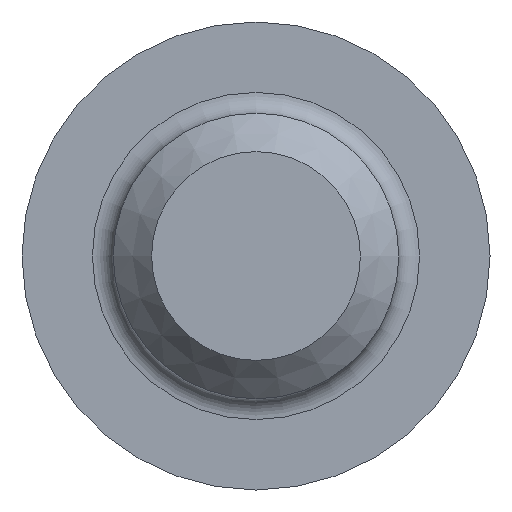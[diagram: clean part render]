
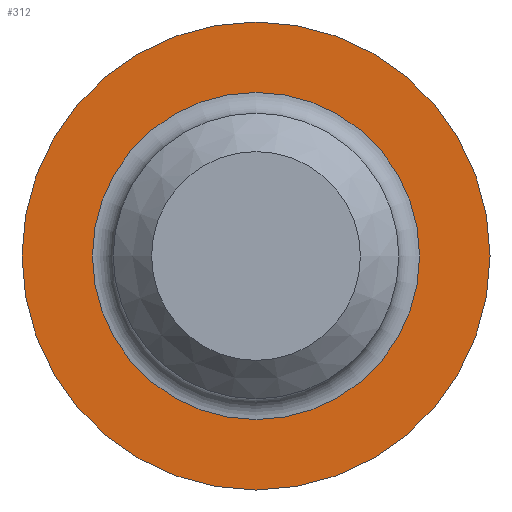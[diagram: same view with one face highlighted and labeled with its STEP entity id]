
A CAD part, front view. The second image highlights one B-rep face of the part: STEP entity #312.
In plain terms, the highlighted planar face has unit normal (0, -1, 0).
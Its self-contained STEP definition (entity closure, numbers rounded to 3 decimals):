
#67=FACE_BOUND('',#100,.T.);
#77=FACE_OUTER_BOUND('',#99,.T.);
#99=EDGE_LOOP('',(#202));
#100=EDGE_LOOP('',(#203));
#127=CIRCLE('',#339,2.87);
#128=CIRCLE('',#340,2.007);
#140=VERTEX_POINT('',#471);
#141=VERTEX_POINT('',#473);
#165=EDGE_CURVE('',#140,#140,#127,.T.);
#166=EDGE_CURVE('',#141,#141,#128,.T.);
#202=ORIENTED_EDGE('',*,*,#165,.T.);
#203=ORIENTED_EDGE('',*,*,#166,.F.);
#274=PLANE('',#338);
#312=ADVANCED_FACE('',(#77,#67),#274,.T.);
#338=AXIS2_PLACEMENT_3D('',#470,#379,#380);
#339=AXIS2_PLACEMENT_3D('',#472,#381,#382);
#340=AXIS2_PLACEMENT_3D('',#474,#383,#384);
#379=DIRECTION('center_axis',(0.,-1.,0.));
#380=DIRECTION('ref_axis',(0.,0.,-1.));
#381=DIRECTION('center_axis',(0.,-1.,0.));
#382=DIRECTION('ref_axis',(1.,0.,0.));
#383=DIRECTION('center_axis',(0.,-1.,0.));
#384=DIRECTION('ref_axis',(1.,0.,0.));
#470=CARTESIAN_POINT('Origin',(0.,0.,0.));
#471=CARTESIAN_POINT('',(-2.87,0.,0.));
#472=CARTESIAN_POINT('Origin',(0.,0.,0.));
#473=CARTESIAN_POINT('',(-2.007,0.,0.));
#474=CARTESIAN_POINT('Origin',(0.,0.,0.));
